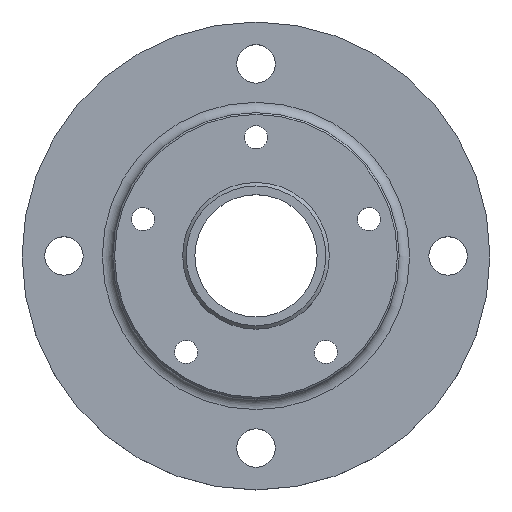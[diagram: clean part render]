
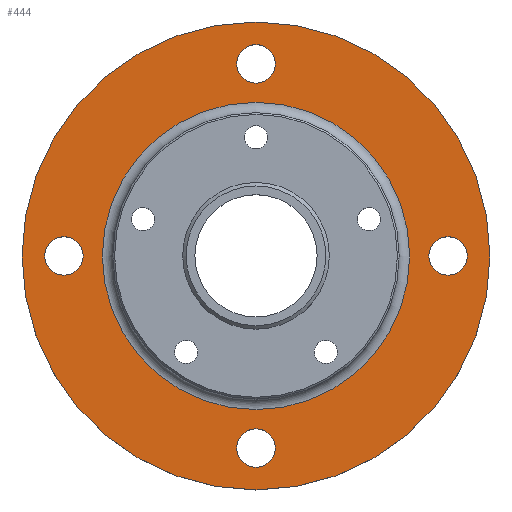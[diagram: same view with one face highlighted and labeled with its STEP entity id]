
A CAD part, top view. The second image highlights one B-rep face of the part: STEP entity #444.
In plain terms, the highlighted planar face has unit normal (0, 0, 1).
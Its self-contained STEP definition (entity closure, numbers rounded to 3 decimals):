
#22=FACE_BOUND('',#98,.T.);
#23=FACE_BOUND('',#99,.T.);
#24=FACE_BOUND('',#100,.T.);
#25=FACE_BOUND('',#101,.T.);
#26=FACE_BOUND('',#102,.T.);
#41=PLANE('',#506);
#65=FACE_OUTER_BOUND('',#97,.T.);
#97=EDGE_LOOP('',(#339));
#98=EDGE_LOOP('',(#340));
#99=EDGE_LOOP('',(#341));
#100=EDGE_LOOP('',(#342));
#101=EDGE_LOOP('',(#343));
#102=EDGE_LOOP('',(#344));
#187=CIRCLE('',#505,44.);
#188=CIRCLE('',#507,67.);
#189=CIRCLE('',#508,5.5);
#190=CIRCLE('',#509,5.5);
#191=CIRCLE('',#510,5.5);
#192=CIRCLE('',#511,5.5);
#227=VERTEX_POINT('',#740);
#228=VERTEX_POINT('',#744);
#229=VERTEX_POINT('',#746);
#230=VERTEX_POINT('',#748);
#231=VERTEX_POINT('',#750);
#232=VERTEX_POINT('',#752);
#270=EDGE_CURVE('',#227,#227,#187,.T.);
#271=EDGE_CURVE('',#228,#228,#188,.T.);
#272=EDGE_CURVE('',#229,#229,#189,.T.);
#273=EDGE_CURVE('',#230,#230,#190,.T.);
#274=EDGE_CURVE('',#231,#231,#191,.T.);
#275=EDGE_CURVE('',#232,#232,#192,.T.);
#339=ORIENTED_EDGE('',*,*,#271,.T.);
#340=ORIENTED_EDGE('',*,*,#272,.T.);
#341=ORIENTED_EDGE('',*,*,#273,.T.);
#342=ORIENTED_EDGE('',*,*,#274,.T.);
#343=ORIENTED_EDGE('',*,*,#275,.T.);
#344=ORIENTED_EDGE('',*,*,#270,.F.);
#444=ADVANCED_FACE('',(#65,#22,#23,#24,#25,#26),#41,.T.);
#505=AXIS2_PLACEMENT_3D('',#742,#592,#593);
#506=AXIS2_PLACEMENT_3D('',#743,#594,#595);
#507=AXIS2_PLACEMENT_3D('',#745,#596,#597);
#508=AXIS2_PLACEMENT_3D('',#747,#598,#599);
#509=AXIS2_PLACEMENT_3D('',#749,#600,#601);
#510=AXIS2_PLACEMENT_3D('',#751,#602,#603);
#511=AXIS2_PLACEMENT_3D('',#753,#604,#605);
#592=DIRECTION('center_axis',(0.,0.,1.));
#593=DIRECTION('ref_axis',(-1.,0.,0.));
#594=DIRECTION('center_axis',(0.,0.,1.));
#595=DIRECTION('ref_axis',(1.,0.,0.));
#596=DIRECTION('center_axis',(0.,0.,1.));
#597=DIRECTION('ref_axis',(1.,0.,0.));
#598=DIRECTION('center_axis',(0.,0.,-1.));
#599=DIRECTION('ref_axis',(1.,0.,0.));
#600=DIRECTION('center_axis',(0.,0.,-1.));
#601=DIRECTION('ref_axis',(0.,1.,0.));
#602=DIRECTION('center_axis',(0.,0.,-1.));
#603=DIRECTION('ref_axis',(-1.,0.,0.));
#604=DIRECTION('center_axis',(0.,0.,-1.));
#605=DIRECTION('ref_axis',(0.,-1.,0.));
#740=CARTESIAN_POINT('',(44.,0.,10.));
#742=CARTESIAN_POINT('Origin',(0.,0.,10.));
#743=CARTESIAN_POINT('Origin',(0.,0.,10.));
#744=CARTESIAN_POINT('',(-67.,0.,10.));
#745=CARTESIAN_POINT('Origin',(0.,0.,10.));
#746=CARTESIAN_POINT('',(-5.5,55.,10.));
#747=CARTESIAN_POINT('Origin',(0.,55.,10.));
#748=CARTESIAN_POINT('',(-55.,-5.5,10.));
#749=CARTESIAN_POINT('Origin',(-55.,0.,10.));
#750=CARTESIAN_POINT('',(5.5,-55.,10.));
#751=CARTESIAN_POINT('Origin',(0.,-55.,10.));
#752=CARTESIAN_POINT('',(55.,5.5,10.));
#753=CARTESIAN_POINT('Origin',(55.,0.,10.));
